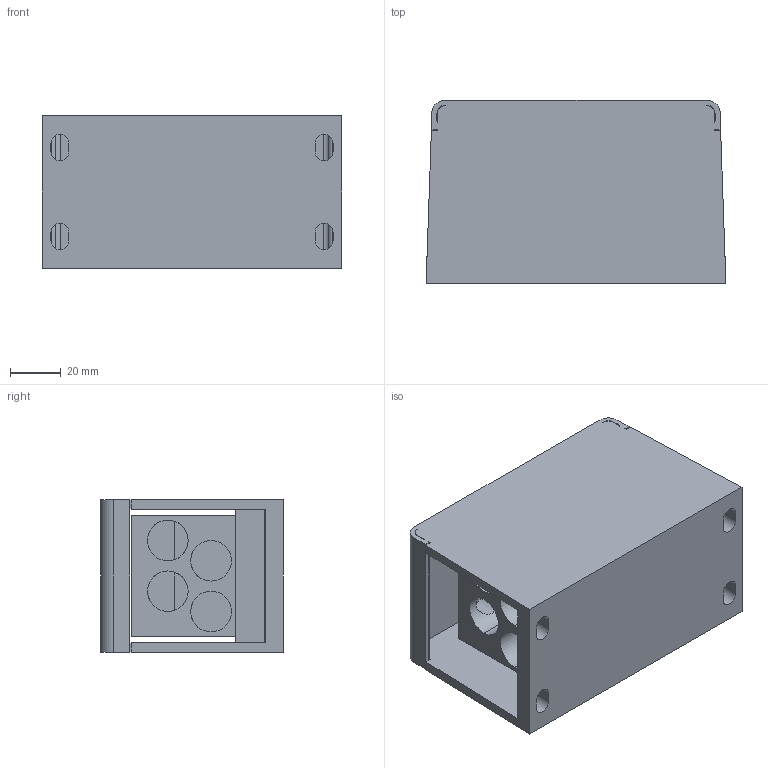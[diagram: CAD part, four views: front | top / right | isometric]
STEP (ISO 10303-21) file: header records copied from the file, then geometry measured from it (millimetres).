
FILE_DESCRIPTION((''),'2;1');
FILE_NAME('UJFX-240','2023-12-06T',('dell'),(''),'PRO/ENGINEER BY PARAMETRIC TECHNOLOGY CORPORATION, 2013230','PRO/ENGINEER BY PARAMETRIC TECHNOLOGY CORPORATION, 2013230','');
FILE_SCHEMA(('AUTOMOTIVE_DESIGN { 1 0 10303 214 1 1 1 1 }'));
Length unit declared in the file: millimetre
Products named in the file (1): UJFX-240
Bounding box: 118 x 72 x 60 mm (x, y, z)
Volume: 259123.2 mm3; surface area: 81690.1 mm2
Topology: 1 solids, 1 shells, 104 faces, 314 edges, 208 vertices
Faces by surface type: plane 58, cylinder 46
Entity records: 3930 total; most frequent: CARTESIAN_POINT 913, ORIENTED_EDGE 628, DIRECTION 594, EDGE_CURVE 314, VERTEX_POINT 208, VECTOR 206, LINE 206, AXIS2_PLACEMENT_3D 194
